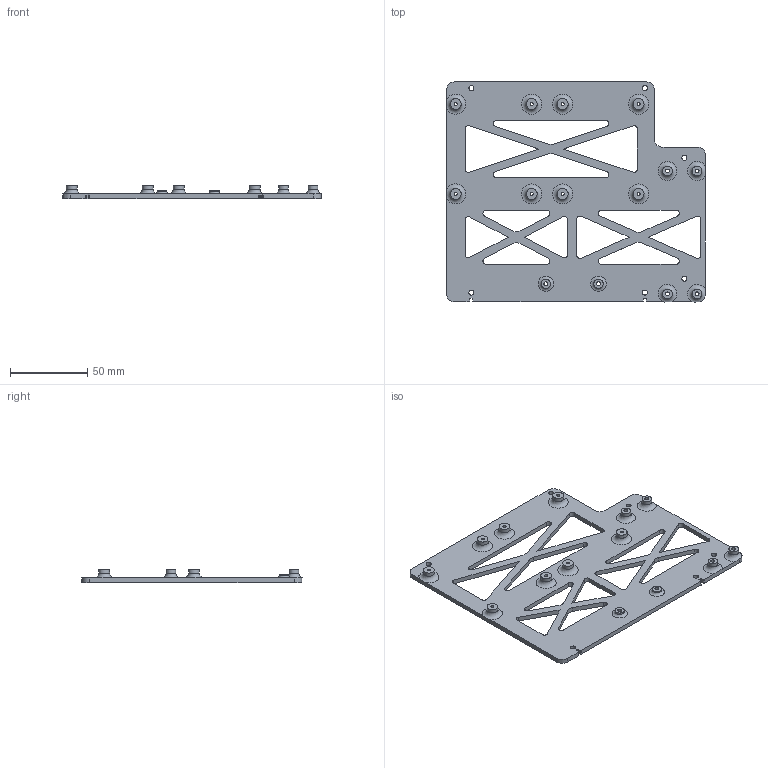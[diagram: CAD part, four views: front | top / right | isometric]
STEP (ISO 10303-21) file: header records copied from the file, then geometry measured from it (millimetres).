
FILE_DESCRIPTION(/* description */ (''),/* implementation_level */ '2;1');
FILE_NAME(/* name */ 'Main_board_adapt.step',/* time_stamp */ '2025-05-05T13:20:36+02:00',/* author */ (''),/* organization */ (''),/* preprocessor_version */ 'ST-DEVELOPER v20.1',/* originating_system */ 'Autodesk Translation Framework v14.4.0.0',/* authorisation */ '');
FILE_SCHEMA (('AUTOMOTIVE_DESIGN { 1 0 10303 214 3 1 1 }'));
Length unit declared in the file: millimetre
Products named in the file (1): Adapter_SBC_board
Bounding box: 167 x 142.14 x 8.5 mm (x, y, z)
Volume: 50157 mm3; surface area: 39617.9 mm2
Topology: 1 solids, 1 shells, 158 faces, 441 edges, 294 vertices
Faces by surface type: cylinder 78, plane 66, torus 14
Full cylindrical faces by diameter (mm): 2 x8, 2.5 x6, 3.3 x6, 6 x2, 6.2 x4, 7 x8
Entity records: 5367 total; most frequent: CARTESIAN_POINT 957, DIRECTION 950, ORIENTED_EDGE 882, EDGE_CURVE 441, AXIS2_PLACEMENT_3D 359, VERTEX_POINT 294, LINE 232, VECTOR 232
